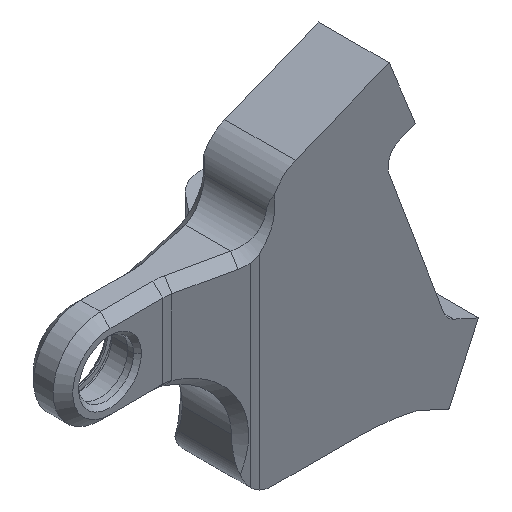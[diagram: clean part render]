
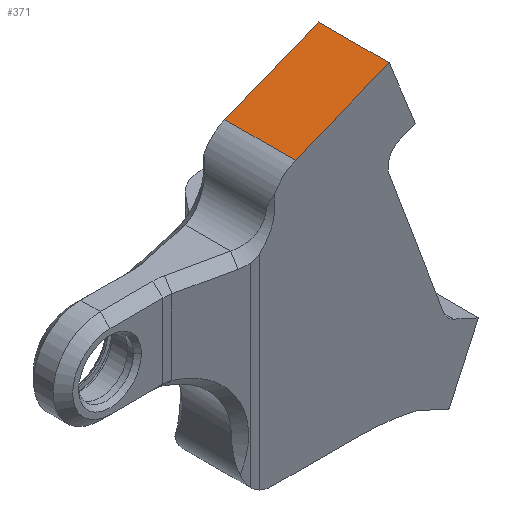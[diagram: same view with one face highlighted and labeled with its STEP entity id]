
A CAD part, isometric view. The second image highlights one B-rep face of the part: STEP entity #371.
In plain terms, the highlighted planar face has unit normal (-0.372, 0, 0.928).
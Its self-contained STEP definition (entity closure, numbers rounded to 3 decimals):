
#4 = LINE ( 'NONE', #2036, #1716 ) ;
#21 = CARTESIAN_POINT ( 'NONE',  ( 67.143, -9., 36.58 ) ) ;
#40 = DIRECTION ( 'NONE',  ( 0., 1., 0. ) ) ;
#61 = ORIENTED_EDGE ( 'NONE', *, *, #1537, .T. ) ;
#301 = CARTESIAN_POINT ( 'NONE',  ( 35.58, 9., 23.942 ) ) ;
#312 = VERTEX_POINT ( 'NONE', #745 ) ;
#368 = CARTESIAN_POINT ( 'NONE',  ( 43.234, 9., 27.007 ) ) ;
#371 = ADVANCED_FACE ( 'NONE', ( #1560 ), #2561, .F. ) ;
#459 = VECTOR ( 'NONE', #868, 1000. ) ;
#487 = DIRECTION ( 'NONE',  ( 0.928, 0., 0.372 ) ) ;
#580 = DIRECTION ( 'NONE',  ( -0.928, 0., -0.372 ) ) ;
#662 = EDGE_LOOP ( 'NONE', ( #1452, #1833, #61, #750 ) ) ;
#730 = DIRECTION ( 'NONE',  ( 0.372, 0., -0.928 ) ) ;
#745 = CARTESIAN_POINT ( 'NONE',  ( 67.143, -9., 36.58 ) ) ;
#750 = ORIENTED_EDGE ( 'NONE', *, *, #3119, .F. ) ;
#755 = LINE ( 'NONE', #301, #2933 ) ;
#856 = VERTEX_POINT ( 'NONE', #3251 ) ;
#868 = DIRECTION ( 'NONE',  ( 0., 1., 0. ) ) ;
#1061 = VERTEX_POINT ( 'NONE', #368 ) ;
#1192 = EDGE_CURVE ( 'NONE', #312, #2284, #1545, .T. ) ;
#1430 = AXIS2_PLACEMENT_3D ( 'NONE', #3001, #730, #487 ) ;
#1450 = LINE ( 'NONE', #3142, #459 ) ;
#1452 = ORIENTED_EDGE ( 'NONE', *, *, #2494, .F. ) ;
#1537 = EDGE_CURVE ( 'NONE', #2284, #1061, #755, .T. ) ;
#1545 = LINE ( 'NONE', #21, #2005 ) ;
#1560 = FACE_OUTER_BOUND ( 'NONE', #662, .T. ) ;
#1716 = VECTOR ( 'NONE', #580, 1000. ) ;
#1833 = ORIENTED_EDGE ( 'NONE', *, *, #1192, .T. ) ;
#2005 = VECTOR ( 'NONE', #40, 1000. ) ;
#2036 = CARTESIAN_POINT ( 'NONE',  ( 35.58, -9., 23.942 ) ) ;
#2284 = VERTEX_POINT ( 'NONE', #2935 ) ;
#2494 = EDGE_CURVE ( 'NONE', #312, #856, #4, .T. ) ;
#2561 = PLANE ( 'NONE',  #1430 ) ;
#2933 = VECTOR ( 'NONE', #3048, 1000. ) ;
#2935 = CARTESIAN_POINT ( 'NONE',  ( 67.143, 9., 36.58 ) ) ;
#3001 = CARTESIAN_POINT ( 'NONE',  ( 35.58, 9., 23.942 ) ) ;
#3048 = DIRECTION ( 'NONE',  ( -0.928, 0., -0.372 ) ) ;
#3119 = EDGE_CURVE ( 'NONE', #856, #1061, #1450, .T. ) ;
#3142 = CARTESIAN_POINT ( 'NONE',  ( 43.234, 9., 27.007 ) ) ;
#3251 = CARTESIAN_POINT ( 'NONE',  ( 43.234, -9., 27.007 ) ) ;
